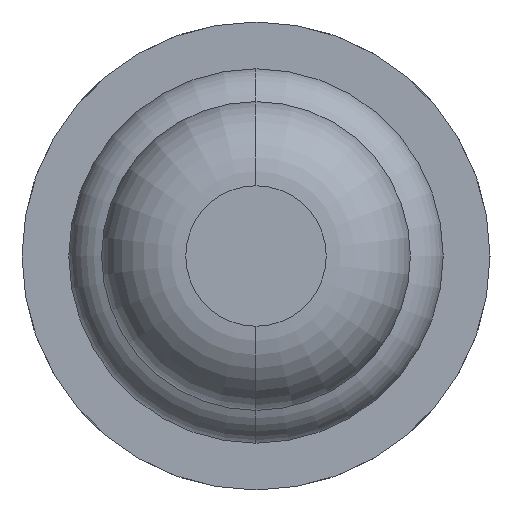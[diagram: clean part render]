
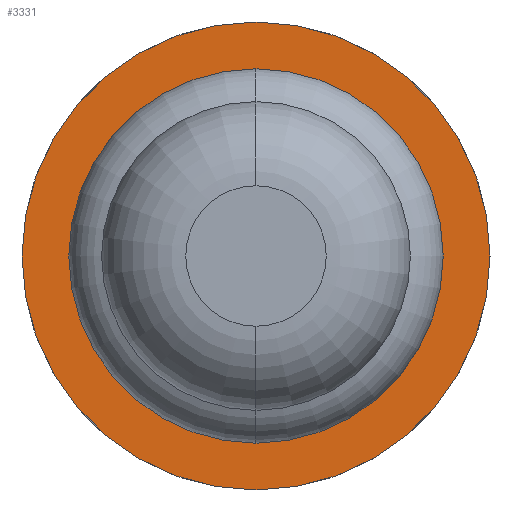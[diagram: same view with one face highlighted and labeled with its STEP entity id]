
A CAD part, front view. The second image highlights one B-rep face of the part: STEP entity #3331.
In plain terms, the highlighted planar face has unit normal (0, -1, 0).
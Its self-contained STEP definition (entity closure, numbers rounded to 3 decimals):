
#214 = VERTEX_POINT ( 'NONE', #2567 ) ;
#471 = EDGE_CURVE ( 'Defeature ausgef�hrt4_0+Defeature ausgef�hrt4_16+Defeature ausgef�hrt4_16+Defeature ausgef�hrt4_16', #214, #2103, #3547, .T. ) ;
#504 = EDGE_CURVE ( 'Defeature ausgef�hrt4_16+Defeature ausgef�hrt4_15+Defeature ausgef�hrt4_15+Defeature ausgef�hrt4_15', #787, #550, #2799, .T. ) ;
#550 = VERTEX_POINT ( 'NONE', #4865 ) ;
#648 = AXIS2_PLACEMENT_3D ( 'NONE', #4305, #4716, #3881 ) ;
#787 = VERTEX_POINT ( 'NONE', #1633 ) ;
#982 = AXIS2_PLACEMENT_3D ( 'NONE', #3637, #4817, #3594 ) ;
#1115 = CIRCLE ( 'NONE', #1348, 0.5 ) ;
#1311 = CARTESIAN_POINT ( 'NONE',  ( 0., 5.3, 0. ) ) ;
#1348 = AXIS2_PLACEMENT_3D ( 'NONE', #1311, #2519, #4107 ) ;
#1633 = CARTESIAN_POINT ( 'NONE',  ( 0., 5.3, -1.25 ) ) ;
#2051 = EDGE_LOOP ( 'NONE', ( #3994, #3610 ) ) ;
#2103 = VERTEX_POINT ( 'NONE', #2585 ) ;
#2311 = DIRECTION ( 'NONE',  ( 0., -1., 0. ) ) ;
#2345 = PLANE ( 'NONE',  #4864 ) ;
#2377 = DIRECTION ( 'NONE',  ( 0., -1., 0. ) ) ;
#2519 = DIRECTION ( 'NONE',  ( 0., -1., 0. ) ) ;
#2567 = CARTESIAN_POINT ( 'NONE',  ( 0., 5.3, -0.5 ) ) ;
#2585 = CARTESIAN_POINT ( 'NONE',  ( 0., 5.3, 0.5 ) ) ;
#2618 = ORIENTED_EDGE ( 'NONE', *, *, #471, .F. ) ;
#2775 = DIRECTION ( 'NONE',  ( 0., 0., -1. ) ) ;
#2799 = CIRCLE ( 'NONE', #4582, 1.25 ) ;
#2815 = CARTESIAN_POINT ( 'NONE',  ( 0., 5.3, 0. ) ) ;
#3176 = EDGE_LOOP ( 'NONE', ( #2618, #4292 ) ) ;
#3267 = EDGE_CURVE ( 'Defeature ausgef�hrt4_16+Defeature ausgef�hrt4_15+Defeature ausgef�hrt4_15+Defeature ausgef�hrt4_15', #550, #787, #4250, .T. ) ;
#3331 = ADVANCED_FACE ( 'Defeature ausgef�hrt4_16', ( #4307, #4569 ), #2345, .T. ) ;
#3547 = CIRCLE ( 'NONE', #982, 0.5 ) ;
#3569 = EDGE_CURVE ( 'Defeature ausgef�hrt4_0+Defeature ausgef�hrt4_16+Defeature ausgef�hrt4_16+Defeature ausgef�hrt4_16', #2103, #214, #1115, .T. ) ;
#3594 = DIRECTION ( 'NONE',  ( 0., 0., -1. ) ) ;
#3610 = ORIENTED_EDGE ( 'NONE', *, *, #3267, .T. ) ;
#3637 = CARTESIAN_POINT ( 'NONE',  ( 0., 5.3, 0. ) ) ;
#3881 = DIRECTION ( 'NONE',  ( 0., 0., -1. ) ) ;
#3994 = ORIENTED_EDGE ( 'NONE', *, *, #504, .T. ) ;
#4107 = DIRECTION ( 'NONE',  ( 0., 0., -1. ) ) ;
#4250 = CIRCLE ( 'NONE', #648, 1.25 ) ;
#4292 = ORIENTED_EDGE ( 'NONE', *, *, #3569, .F. ) ;
#4305 = CARTESIAN_POINT ( 'NONE',  ( 0., 5.3, 0. ) ) ;
#4307 = FACE_OUTER_BOUND ( 'NONE', #2051, .T. ) ;
#4569 = FACE_BOUND ( 'NONE', #3176, .T. ) ;
#4582 = AXIS2_PLACEMENT_3D ( 'NONE', #2815, #2377, #2775 ) ;
#4716 = DIRECTION ( 'NONE',  ( 0., -1., 0. ) ) ;
#4817 = DIRECTION ( 'NONE',  ( 0., -1., 0. ) ) ;
#4864 = AXIS2_PLACEMENT_3D ( 'NONE', #5175, #2311, #5121 ) ;
#4865 = CARTESIAN_POINT ( 'NONE',  ( 0., 5.3, 1.25 ) ) ;
#5121 = DIRECTION ( 'NONE',  ( 0., 0., -1. ) ) ;
#5175 = CARTESIAN_POINT ( 'NONE',  ( 0.5, 5.3, 0. ) ) ;
